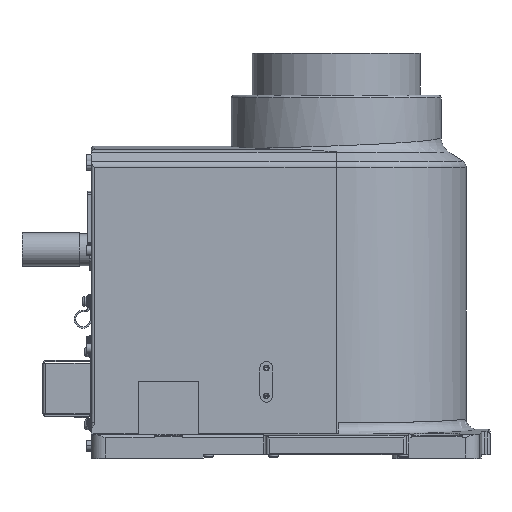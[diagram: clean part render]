
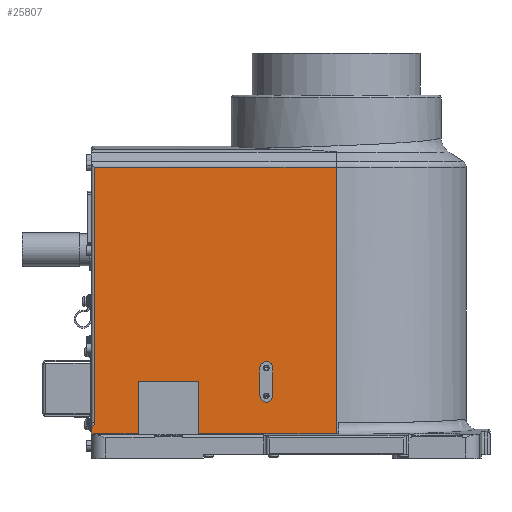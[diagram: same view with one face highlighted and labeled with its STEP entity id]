
A CAD part, front view. The second image highlights one B-rep face of the part: STEP entity #25807.
In plain terms, the highlighted planar face has unit normal (0, -1, 0).
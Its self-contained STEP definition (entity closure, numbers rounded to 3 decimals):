
#3228=CARTESIAN_POINT('',(-174.994,-91.5,
15.988));
#3230=CARTESIAN_POINT('',(-174.994,-91.5,
15.988));
#3231=CARTESIAN_POINT('',(-174.966,-91.5,
16.233));
#3232=CARTESIAN_POINT('',(-174.82,-91.5,
16.681));
#3233=CARTESIAN_POINT('',(-174.357,-91.5,
17.299));
#3234=CARTESIAN_POINT('',(-173.696,-91.5,
17.669));
#3235=CARTESIAN_POINT('',(-173.233,-91.5,
17.784));
#3236=CARTESIAN_POINT('',(-172.986,-91.5,
17.782));
#3238=DIRECTION('',(-1.,0.,-0.001));
#3239=VECTOR('',#3238,31.465);
#3240=CARTESIAN_POINT('',(-141.522,-91.5,17.805));
#3241=LINE('',#3240,#3239);
#3242=CARTESIAN_POINT('',(-174.994,-91.5,
15.988));
#3243=CARTESIAN_POINT('',(-174.994,-91.5,
17.126));
#3244=CARTESIAN_POINT('',(-175.,-91.5,18.264));
#3245=CARTESIAN_POINT('',(-175.,-91.5,19.402));
#3247=CARTESIAN_POINT('',(-175.,-91.5,19.402));
#3248=CARTESIAN_POINT('',(-175.,-91.5,19.696));
#3249=CARTESIAN_POINT('',(-174.953,-91.5,20.237));
#3250=CARTESIAN_POINT('',(-174.823,-91.5,20.897));
#3251=CARTESIAN_POINT('',(-174.672,-91.5,21.446));
#3252=CARTESIAN_POINT('',(-174.516,-91.5,21.908));
#3253=CARTESIAN_POINT('',(-174.36,-91.5,22.307));
#3254=CARTESIAN_POINT('',(-174.21,-91.5,22.652));
#3255=CARTESIAN_POINT('',(-174.072,-91.5,22.942));
#3256=CARTESIAN_POINT('',(-173.933,-91.5,23.206));
#3257=CARTESIAN_POINT('',(-173.833,-91.5,23.389));
#3258=CARTESIAN_POINT('',(-173.608,-91.5,23.745));
#3259=CARTESIAN_POINT('',(-173.439,-91.5,23.956));
#3260=CARTESIAN_POINT('',(-173.249,-91.5,24.14));
#3261=CARTESIAN_POINT('',(-173.089,-91.5,24.209));
#3262=CARTESIAN_POINT('',(-173.,-91.5,24.209));
#3264=DIRECTION('',(-1.,0.,0.));
#3265=VECTOR('',#3264,98.478);
#3266=CARTESIAN_POINT('',(0.,-91.494,
17.805));
#3267=LINE('',#3266,#3265);
#3268=CARTESIAN_POINT('',(-50.,-91.5,45.));
#3269=DIRECTION('',(0.,-1.,0.));
#3270=DIRECTION('',(-1.,0.,0.));
#3271=AXIS2_PLACEMENT_3D('',#3268,#3269,#3270);
#3273=CARTESIAN_POINT('',(-50.,-91.5,65.));
#3274=DIRECTION('',(0.,-1.,0.));
#3275=DIRECTION('',(1.,0.,0.));
#3276=AXIS2_PLACEMENT_3D('',#3273,#3274,#3275);
#3286=DIRECTION('',(0.,0.,-1.));
#3287=VECTOR('',#3286,37.195);
#3288=CARTESIAN_POINT('',(-98.478,-91.5,55.));
#3289=LINE('',#3288,#3287);
#3806=DIRECTION('',(0.,0.,1.));
#3807=VECTOR('',#3806,37.195);
#3808=CARTESIAN_POINT('',(-141.522,-91.5,17.805));
#3809=LINE('',#3808,#3807);
#3814=DIRECTION('',(1.,0.,0.));
#3815=VECTOR('',#3814,43.043);
#3816=CARTESIAN_POINT('',(-141.522,-91.5,55.));
#3817=LINE('',#3816,#3815);
#4338=DIRECTION('',(0.,0.,1.));
#4339=VECTOR('',#4338,190.519);
#4340=CARTESIAN_POINT('',(0.,-91.494,
17.805));
#4341=LINE('',#4340,#4339);
#4451=DIRECTION('',(-1.,0.,0.));
#4452=VECTOR('',#4451,173.);
#4453=CARTESIAN_POINT('',(0.,-91.494,208.324));
#4454=LINE('',#4453,#4452);
#4463=DIRECTION('',(0.,0.,-1.));
#4464=VECTOR('',#4463,182.724);
#4465=CARTESIAN_POINT('',(-173.,-91.5,208.324));
#4466=LINE('',#4465,#4464);
#4481=DIRECTION('',(0.,0.,-1.));
#4482=VECTOR('',#4481,1.391);
#4483=CARTESIAN_POINT('',(-173.,-91.5,25.6));
#4484=LINE('',#4483,#4482);
#5410=DIRECTION('',(0.,0.,1.));
#5411=VECTOR('',#5410,20.);
#5412=CARTESIAN_POINT('',(-54.5,-91.5,45.));
#5413=LINE('',#5412,#5411);
#5422=DIRECTION('',(0.,0.,-1.));
#5423=VECTOR('',#5422,20.);
#5424=CARTESIAN_POINT('',(-45.5,-91.5,65.));
#5425=LINE('',#5424,#5423);
#16862=VERTEX_POINT('',#3228);
#16863=VERTEX_POINT('',#3236);
#16915=CARTESIAN_POINT('',(-175.,-91.5,19.402));
#16916=VERTEX_POINT('',#16915);
#17208=CARTESIAN_POINT('',(-141.522,-91.5,17.805));
#17209=VERTEX_POINT('',#17208);
#17237=CARTESIAN_POINT('',(-98.478,-91.5,17.805));
#17238=VERTEX_POINT('',#17237);
#17239=CARTESIAN_POINT('',(0.,-91.494,
17.805));
#17240=VERTEX_POINT('',#17239);
#17274=CARTESIAN_POINT('',(-141.522,-91.5,55.));
#17275=VERTEX_POINT('',#17274);
#17278=CARTESIAN_POINT('',(-98.478,-91.5,55.));
#17279=VERTEX_POINT('',#17278);
#17280=VERTEX_POINT('',#3262);
#17281=CARTESIAN_POINT('',(-173.,-91.5,25.6));
#17282=VERTEX_POINT('',#17281);
#17283=CARTESIAN_POINT('',(-173.,-91.5,208.324));
#17284=VERTEX_POINT('',#17283);
#17285=CARTESIAN_POINT('',(0.,-91.494,208.324));
#17286=VERTEX_POINT('',#17285);
#17287=CARTESIAN_POINT('',(-54.5,-91.5,45.));
#17288=CARTESIAN_POINT('',(-54.5,-91.5,65.));
#17289=VERTEX_POINT('',#17287);
#17290=VERTEX_POINT('',#17288);
#17291=CARTESIAN_POINT('',(-45.5,-91.5,45.));
#17292=VERTEX_POINT('',#17291);
#17293=CARTESIAN_POINT('',(-45.5,-91.5,65.));
#17294=VERTEX_POINT('',#17293);
#25768=CARTESIAN_POINT('',(0.,-91.5,260.));
#25769=DIRECTION('',(0.,-1.,0.));
#25770=DIRECTION('',(1.,0.,0.));
#25771=AXIS2_PLACEMENT_3D('',#25768,#25769,#25770);
#25772=PLANE('',#25771);
#25774=ORIENTED_EDGE('',*,*,#25773,.F.);
#25776=ORIENTED_EDGE('',*,*,#25775,.F.);
#25778=ORIENTED_EDGE('',*,*,#25777,.F.);
#25780=ORIENTED_EDGE('',*,*,#25779,.T.);
#25781=ORIENTED_EDGE('',*,*,#25758,.F.);
#25782=ORIENTED_EDGE('',*,*,#24586,.T.);
#25784=ORIENTED_EDGE('',*,*,#25783,.T.);
#25786=ORIENTED_EDGE('',*,*,#25785,.F.);
#25788=ORIENTED_EDGE('',*,*,#25787,.F.);
#25790=ORIENTED_EDGE('',*,*,#25789,.F.);
#25792=ORIENTED_EDGE('',*,*,#25791,.F.);
#25794=ORIENTED_EDGE('',*,*,#25793,.T.);
#25795=EDGE_LOOP('',(#25774,#25776,#25778,#25780,#25781,#25782,#25784,#25786,
#25788,#25790,#25792,#25794));
#25796=FACE_OUTER_BOUND('',#25795,.F.);
#25798=ORIENTED_EDGE('',*,*,#25797,.F.);
#25800=ORIENTED_EDGE('',*,*,#25799,.T.);
#25802=ORIENTED_EDGE('',*,*,#25801,.F.);
#25804=ORIENTED_EDGE('',*,*,#25803,.T.);
#25805=EDGE_LOOP('',(#25798,#25800,#25802,#25804));
#25806=FACE_BOUND('',#25805,.F.);
#3237=B_SPLINE_CURVE_WITH_KNOTS('',3,(#3230,#3231,#3232,#3233,#3234,#3235,
#3236),.UNSPECIFIED.,.F.,.F.,(4,1,1,1,4),(0.,0.25,0.5,0.75,1.),
.UNSPECIFIED.);
#3246=B_SPLINE_CURVE_WITH_KNOTS('',3,(#3242,#3243,#3244,#3245),.UNSPECIFIED.,
.F.,.F.,(4,4),(0.,1.),.UNSPECIFIED.);
#3263=B_SPLINE_CURVE_WITH_KNOTS('',3,(#3247,#3248,#3249,#3250,#3251,#3252,#3253,
#3254,#3255,#3256,#3257,#3258,#3259,#3260,#3261,#3262),.UNSPECIFIED.,.F.,.F.,(4,
1,1,1,1,1,1,1,1,1,1,1,1,4),(0.,0.077,0.154,
0.231,0.308,0.385,0.462,
0.538,0.615,0.692,0.769,
0.846,0.923,1.),.UNSPECIFIED.);
#3272=CIRCLE('',#3271,4.5);
#3277=CIRCLE('',#3276,4.5);
#24586=EDGE_CURVE('',#16862,#16916,#3246,.T.);
#25758=EDGE_CURVE('',#16862,#16863,#3237,.T.);
#25773=EDGE_CURVE('',#17279,#17238,#3289,.T.);
#25775=EDGE_CURVE('',#17275,#17279,#3817,.T.);
#25777=EDGE_CURVE('',#17209,#17275,#3809,.T.);
#25779=EDGE_CURVE('',#17209,#16863,#3241,.T.);
#25783=EDGE_CURVE('',#16916,#17280,#3263,.T.);
#25785=EDGE_CURVE('',#17282,#17280,#4484,.T.);
#25787=EDGE_CURVE('',#17284,#17282,#4466,.T.);
#25789=EDGE_CURVE('',#17286,#17284,#4454,.T.);
#25791=EDGE_CURVE('',#17240,#17286,#4341,.T.);
#25793=EDGE_CURVE('',#17240,#17238,#3267,.T.);
#25797=EDGE_CURVE('',#17289,#17290,#5413,.T.);
#25799=EDGE_CURVE('',#17289,#17292,#3272,.T.);
#25801=EDGE_CURVE('',#17294,#17292,#5425,.T.);
#25803=EDGE_CURVE('',#17294,#17290,#3277,.T.);
#25807=ADVANCED_FACE('',(#25796,#25806),#25772,.T.);
